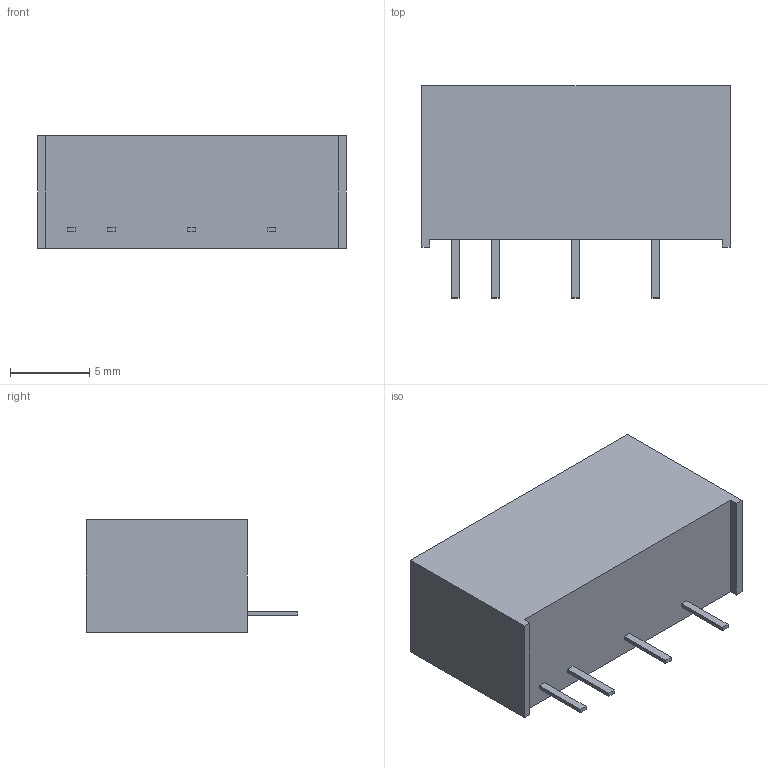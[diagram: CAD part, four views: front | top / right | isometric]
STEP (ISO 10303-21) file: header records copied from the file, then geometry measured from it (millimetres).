
FILE_DESCRIPTION (( 'STEP AP203' ), '1' );
FILE_NAME ('TMA Single Output 15+24VIN.STEP', '2020-11-20T00:55:11', ( '' ), ( '' ), 'SwSTEP 2.0', 'SolidWorks 2020', '' );
FILE_SCHEMA (( 'CONFIG_CONTROL_DESIGN' ));
Length unit declared in the file: millimetre
Products named in the file (1): TMA Single Output 15+24VIN
Bounding box: 19.5 x 13.4 x 7.1 mm (x, y, z)
Volume: 1348.4 mm3; surface area: 830.3 mm2
Topology: 1 solids, 1 shells, 30 faces, 72 edges, 48 vertices
Faces by surface type: plane 30
Entity records: 933 total; most frequent: CARTESIAN_POINT 151, ORIENTED_EDGE 144, DIRECTION 134, LINE 72, EDGE_CURVE 72, VECTOR 72, VERTEX_POINT 48, EDGE_LOOP 34
